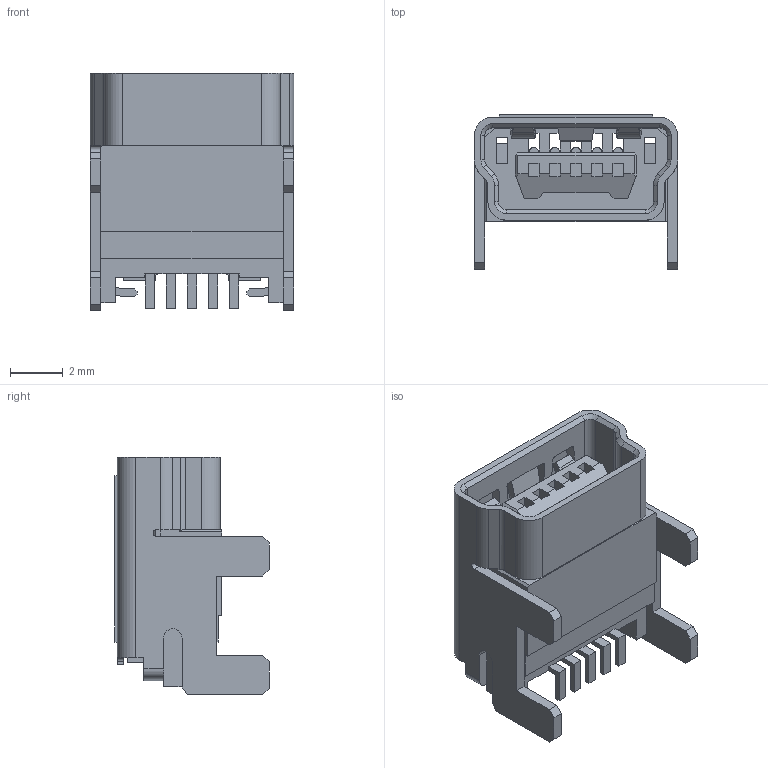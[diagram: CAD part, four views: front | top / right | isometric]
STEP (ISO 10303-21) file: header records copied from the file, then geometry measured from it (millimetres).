
FILE_DESCRIPTION((''),'2;1');
FILE_NAME('548190589','2019-01-15T',('gga'),(''),'PRO/ENGINEER BY PARAMETRIC TECHNOLOGY CORPORATION, 2016010','PRO/ENGINEER BY PARAMETRIC TECHNOLOGY CORPORATION, 2016010','');
FILE_SCHEMA(('CONFIG_CONTROL_DESIGN'));
Length unit declared in the file: millimetre
Products named in the file (1): 548190589
Bounding box: 7.7 x 5.85 x 9 mm (x, y, z)
Volume: 128.9 mm3; surface area: 642.2 mm2
Topology: 1 solids, 1 shells, 361 faces, 1068 edges, 698 vertices
Faces by surface type: plane 271, cylinder 58, bspline 24, cone 8
Entity records: 12610 total; most frequent: CARTESIAN_POINT 3046, ORIENTED_EDGE 2064, DIRECTION 1802, EDGE_CURVE 1032, VECTOR 886, LINE 886, VERTEX_POINT 662, AXIS2_PLACEMENT_3D 458
